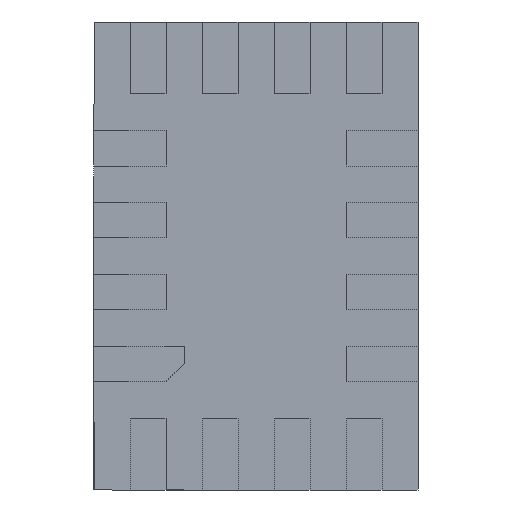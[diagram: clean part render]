
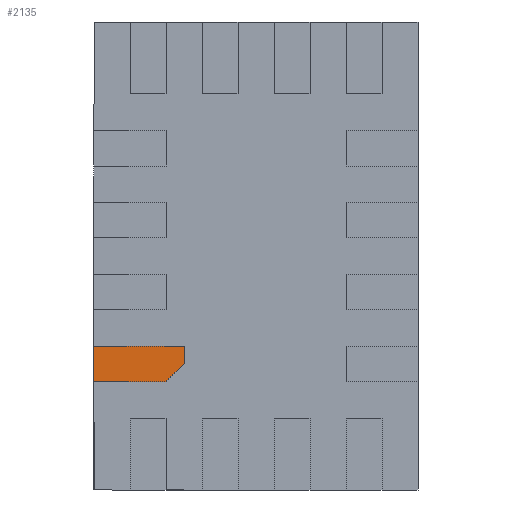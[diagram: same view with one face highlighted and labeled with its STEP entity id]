
A CAD part, front view. The second image highlights one B-rep face of the part: STEP entity #2135.
In plain terms, the highlighted planar face has unit normal (0, -1, 0).
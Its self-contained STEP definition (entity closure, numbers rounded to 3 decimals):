
#137 = ORIENTED_EDGE ( 'NONE', *, *, #3990, .F. ) ;
#147 = VECTOR ( 'NONE', #2777, 1000. ) ;
#374 = DIRECTION ( 'NONE',  ( 0., 1., 0. ) ) ;
#557 = VERTEX_POINT ( 'NONE', #3356 ) ;
#680 = VERTEX_POINT ( 'NONE', #2317 ) ;
#713 = CARTESIAN_POINT ( 'NONE',  ( -0.5, 0., -0.5 ) ) ;
#1027 = CARTESIAN_POINT ( 'NONE',  ( -0.5, 0., -0.7 ) ) ;
#1163 = VECTOR ( 'NONE', #2433, 1000. ) ;
#1166 = LINE ( 'NONE', #713, #147 ) ;
#1192 = CARTESIAN_POINT ( 'NONE',  ( -0.9, 0., -0.5 ) ) ;
#1322 = ORIENTED_EDGE ( 'NONE', *, *, #4904, .F. ) ;
#1381 = LINE ( 'NONE', #1027, #1751 ) ;
#1449 = EDGE_CURVE ( 'NONE', #557, #680, #1381, .T. ) ;
#1532 = VERTEX_POINT ( 'NONE', #2914 ) ;
#1751 = VECTOR ( 'NONE', #5034, 1000. ) ;
#1972 = AXIS2_PLACEMENT_3D ( 'NONE', #3201, #374, #2818 ) ;
#2014 = ORIENTED_EDGE ( 'NONE', *, *, #1449, .T. ) ;
#2033 = LINE ( 'NONE', #1192, #2402 ) ;
#2135 = ADVANCED_FACE ( 'NONE', ( #4098 ), #4787, .F. ) ;
#2317 = CARTESIAN_POINT ( 'NONE',  ( -0.4, 0., -0.6 ) ) ;
#2402 = VECTOR ( 'NONE', #5220, 1000. ) ;
#2427 = CARTESIAN_POINT ( 'NONE',  ( -0.4, 0., -0.5 ) ) ;
#2433 = DIRECTION ( 'NONE',  ( -1., 0., 0. ) ) ;
#2591 = ORIENTED_EDGE ( 'NONE', *, *, #4024, .F. ) ;
#2690 = EDGE_LOOP ( 'NONE', ( #137, #2591, #2014, #5144, #1322 ) ) ;
#2777 = DIRECTION ( 'NONE',  ( 1., 0., 0. ) ) ;
#2818 = DIRECTION ( 'NONE',  ( 0., 0., 1. ) ) ;
#2854 = CARTESIAN_POINT ( 'NONE',  ( -0.4, 0., -0.6 ) ) ;
#2880 = VECTOR ( 'NONE', #3581, 1000. ) ;
#2914 = CARTESIAN_POINT ( 'NONE',  ( -0.9, 0., -0.5 ) ) ;
#2983 = LINE ( 'NONE', #4397, #1163 ) ;
#3201 = CARTESIAN_POINT ( 'NONE',  ( 0., 0., 0. ) ) ;
#3356 = CARTESIAN_POINT ( 'NONE',  ( -0.5, 0., -0.7 ) ) ;
#3581 = DIRECTION ( 'NONE',  ( 0., 0., 1. ) ) ;
#3990 = EDGE_CURVE ( 'NONE', #4725, #1532, #2033, .T. ) ;
#4024 = EDGE_CURVE ( 'NONE', #557, #4725, #2983, .T. ) ;
#4096 = EDGE_CURVE ( 'NONE', #680, #4548, #4312, .T. ) ;
#4098 = FACE_OUTER_BOUND ( 'NONE', #2690, .T. ) ;
#4312 = LINE ( 'NONE', #2854, #2880 ) ;
#4397 = CARTESIAN_POINT ( 'NONE',  ( -0.5, 0., -0.7 ) ) ;
#4548 = VERTEX_POINT ( 'NONE', #2427 ) ;
#4725 = VERTEX_POINT ( 'NONE', #4848 ) ;
#4787 = PLANE ( 'NONE',  #1972 ) ;
#4848 = CARTESIAN_POINT ( 'NONE',  ( -0.9, 0., -0.7 ) ) ;
#4904 = EDGE_CURVE ( 'NONE', #1532, #4548, #1166, .T. ) ;
#5034 = DIRECTION ( 'NONE',  ( 0.707, 0., 0.707 ) ) ;
#5144 = ORIENTED_EDGE ( 'NONE', *, *, #4096, .T. ) ;
#5220 = DIRECTION ( 'NONE',  ( 0., 0., 1. ) ) ;
